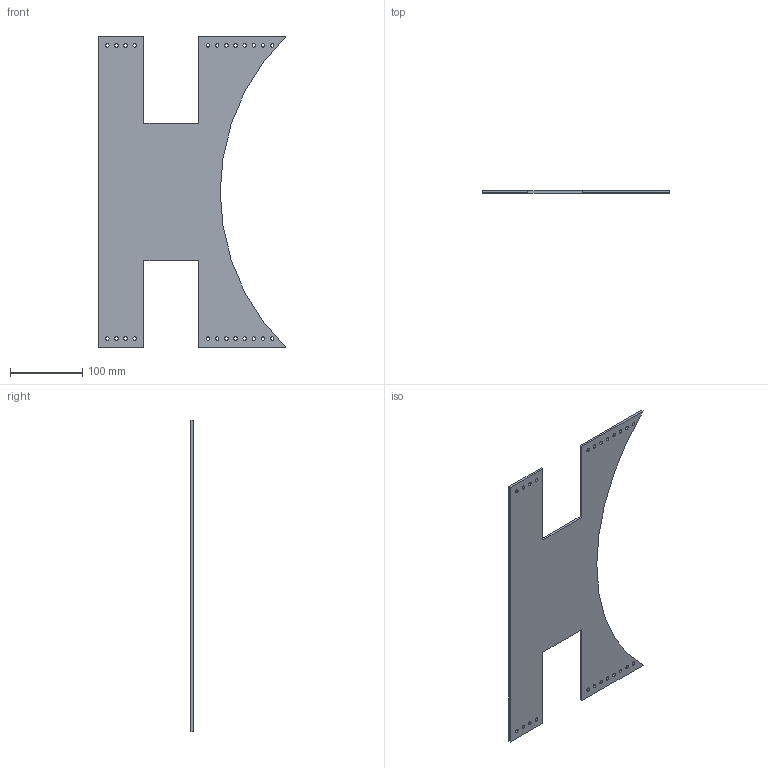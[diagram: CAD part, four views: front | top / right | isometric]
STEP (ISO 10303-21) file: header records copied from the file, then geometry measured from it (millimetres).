
FILE_DESCRIPTION(/* description */ (''),/* implementation_level */ '2;1');
FILE_NAME(/* name */ 'Polycarbonate-Note-Intakaur-Cover - Copy.stp',/* time_stamp */ '2024-03-02T14:36:15-05:00',/* author */ ('rohan'),/* organization */ (''),/* preprocessor_version */ 'ST-DEVELOPER v20',/* originating_system */ 'Autodesk Inventor 2024',/* authorisation */ '');
FILE_SCHEMA (('AUTOMOTIVE_DESIGN { 1 0 10303 214 3 1 1 }'));
Length unit declared in the file: inch
Products named in the file (1): Polycarbonate-Note-Intakaur-Cover
Bounding box: 260.35 x 3.17 x 431.8 mm (x, y, z)
Volume: 211006.2 mm3; surface area: 140193.5 mm2
Topology: 1 solids, 1 shells, 38 faces, 108 edges, 72 vertices
Faces by surface type: cylinder 25, plane 13
Full cylindrical faces by diameter (mm): 4.978 x24
Entity records: 1403 total; most frequent: DIRECTION 236, CARTESIAN_POINT 219, ORIENTED_EDGE 216, EDGE_CURVE 108, AXIS2_PLACEMENT_3D 89, EDGE_LOOP 86, VERTEX_POINT 72, LINE 58
